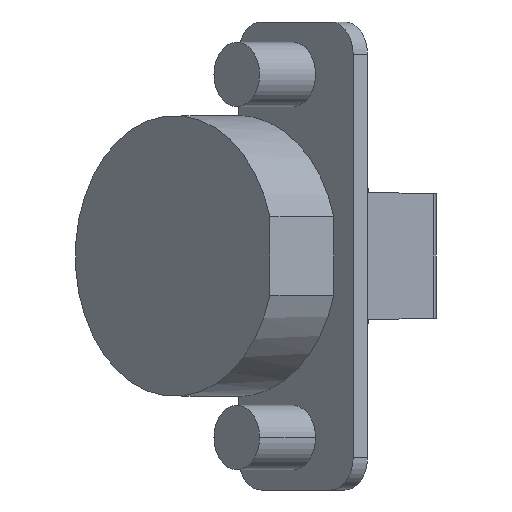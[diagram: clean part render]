
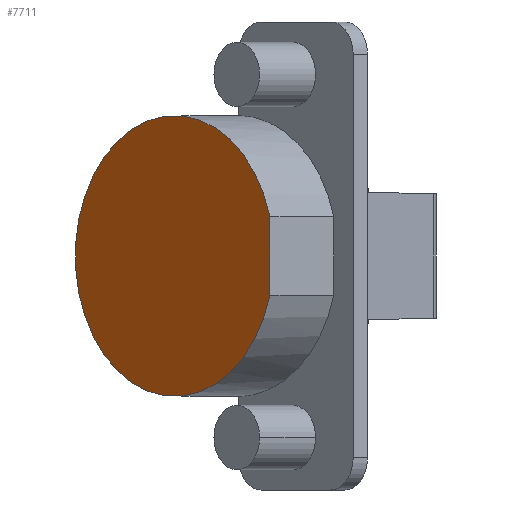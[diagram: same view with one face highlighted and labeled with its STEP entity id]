
A CAD part, front view. The second image highlights one B-rep face of the part: STEP entity #7711.
In plain terms, the highlighted planar face has unit normal (-0.707, -0.707, 0).
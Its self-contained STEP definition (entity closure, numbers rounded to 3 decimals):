
#2448=DIRECTION('',(0.,0.,-1.));
#2449=VECTOR('',#2448,9.771);
#2450=CARTESIAN_POINT('',(5.897,-21.736,4.886));
#2451=LINE('',#2450,#2449);
#2455=CARTESIAN_POINT('',(-5.911,-9.928,0.));
#2456=DIRECTION('',(0.707,0.707,0.));
#2457=DIRECTION('',(0.679,-0.679,-0.281));
#2458=AXIS2_PLACEMENT_3D('',#2455,#2456,#2457);
#5863=CARTESIAN_POINT('',(5.897,-21.736,4.886));
#5864=CARTESIAN_POINT('',(5.897,-21.736,
-4.886));
#5865=VERTEX_POINT('',#5863);
#5866=VERTEX_POINT('',#5864);
#7702=CARTESIAN_POINT('',(-5.911,-9.928,0.));
#7703=DIRECTION('',(0.707,0.707,0.));
#7704=DIRECTION('',(0.707,-0.707,0.));
#7705=AXIS2_PLACEMENT_3D('',#7702,#7703,#7704);
#7706=PLANE('',#7705);
#7707=ORIENTED_EDGE('',*,*,#7694,.T.);
#7708=ORIENTED_EDGE('',*,*,#7634,.T.);
#7709=EDGE_LOOP('',(#7707,#7708));
#7710=FACE_OUTER_BOUND('',#7709,.F.);
#2459=CIRCLE('',#2458,17.4);
#7634=EDGE_CURVE('',#5866,#5865,#2459,.T.);
#7694=EDGE_CURVE('',#5865,#5866,#2451,.T.);
#7711=ADVANCED_FACE('',(#7710),#7706,.F.);
